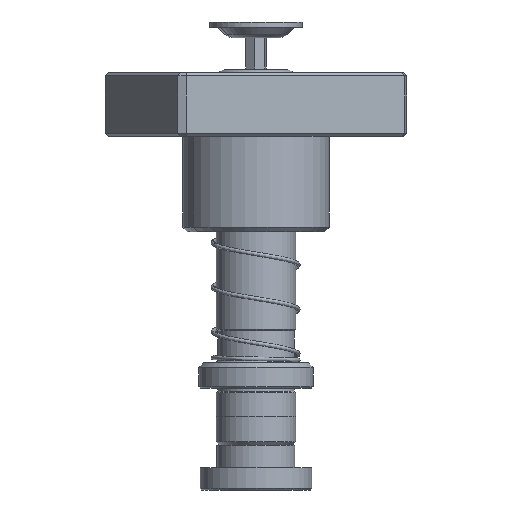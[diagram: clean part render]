
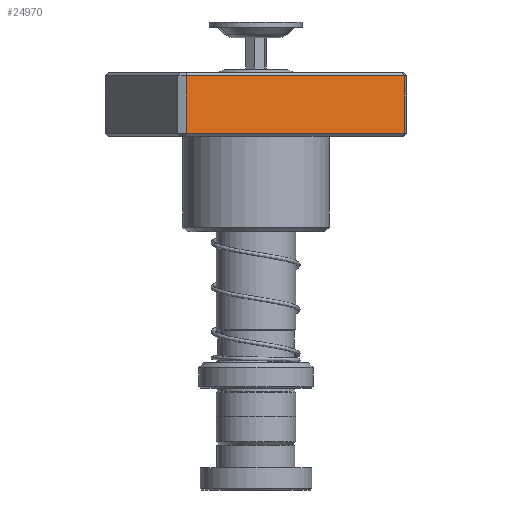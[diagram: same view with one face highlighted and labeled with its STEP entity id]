
A CAD part, front view. The second image highlights one B-rep face of the part: STEP entity #24970.
In plain terms, the highlighted face is planar.
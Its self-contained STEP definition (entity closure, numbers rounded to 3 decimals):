
#1138 = EDGE_CURVE ( 'NONE', #3994, #44074, #22751, .T. ) ;
#1153 = CARTESIAN_POINT ( 'NONE',  ( -40., -24., 20. ) ) ;
#3068 = CARTESIAN_POINT ( 'NONE',  ( 40., -24., 1. ) ) ;
#3417 = CARTESIAN_POINT ( 'NONE',  ( 40., -24., 20. ) ) ;
#3674 = CARTESIAN_POINT ( 'NONE',  ( -40., -24., 1. ) ) ;
#3994 = VERTEX_POINT ( 'NONE', #26040 ) ;
#6086 = DIRECTION ( 'NONE',  ( 0., 0., -1. ) ) ;
#7170 = VERTEX_POINT ( 'NONE', #31610 ) ;
#9505 = EDGE_CURVE ( 'NONE', #7170, #26186, #11599, .T. ) ;
#10836 = VECTOR ( 'NONE', #6086, 1000. ) ;
#11547 = VECTOR ( 'NONE', #24918, 1000. ) ;
#11599 = LINE ( 'NONE', #32059, #31782 ) ;
#11868 = ORIENTED_EDGE ( 'NONE', *, *, #1138, .T. ) ;
#11903 = PLANE ( 'NONE',  #24234 ) ;
#12224 = ORIENTED_EDGE ( 'NONE', *, *, #38760, .T. ) ;
#14348 = DIRECTION ( 'NONE',  ( -1., 0., 0. ) ) ;
#19600 = CARTESIAN_POINT ( 'NONE',  ( -40., -24., 19. ) ) ;
#22751 = LINE ( 'NONE', #3674, #11547 ) ;
#24234 = AXIS2_PLACEMENT_3D ( 'NONE', #1153, #34324, #45519 ) ;
#24918 = DIRECTION ( 'NONE',  ( 1., 0., 0. ) ) ;
#24970 = ADVANCED_FACE ( 'NONE', ( #28492 ), #11903, .F. ) ;
#26040 = CARTESIAN_POINT ( 'NONE',  ( -40., -24., 1. ) ) ;
#26186 = VERTEX_POINT ( 'NONE', #19600 ) ;
#26213 = ORIENTED_EDGE ( 'NONE', *, *, #9505, .T. ) ;
#26368 = ORIENTED_EDGE ( 'NONE', *, *, #43178, .F. ) ;
#26896 = VECTOR ( 'NONE', #46250, 1000. ) ;
#28492 = FACE_OUTER_BOUND ( 'NONE', #42780, .T. ) ;
#30470 = CARTESIAN_POINT ( 'NONE',  ( -40., -24., 20. ) ) ;
#31610 = CARTESIAN_POINT ( 'NONE',  ( 40., -24., 19. ) ) ;
#31782 = VECTOR ( 'NONE', #14348, 1000. ) ;
#32059 = CARTESIAN_POINT ( 'NONE',  ( -40., -24., 19. ) ) ;
#32154 = LINE ( 'NONE', #30470, #10836 ) ;
#34324 = DIRECTION ( 'NONE',  ( 0., 1., 0. ) ) ;
#38760 = EDGE_CURVE ( 'NONE', #26186, #3994, #32154, .T. ) ;
#42780 = EDGE_LOOP ( 'NONE', ( #12224, #11868, #26368, #26213 ) ) ;
#43178 = EDGE_CURVE ( 'NONE', #7170, #44074, #43805, .T. ) ;
#43805 = LINE ( 'NONE', #3417, #26896 ) ;
#44074 = VERTEX_POINT ( 'NONE', #3068 ) ;
#45519 = DIRECTION ( 'NONE',  ( 0., 0., 1. ) ) ;
#46250 = DIRECTION ( 'NONE',  ( 0., 0., -1. ) ) ;
